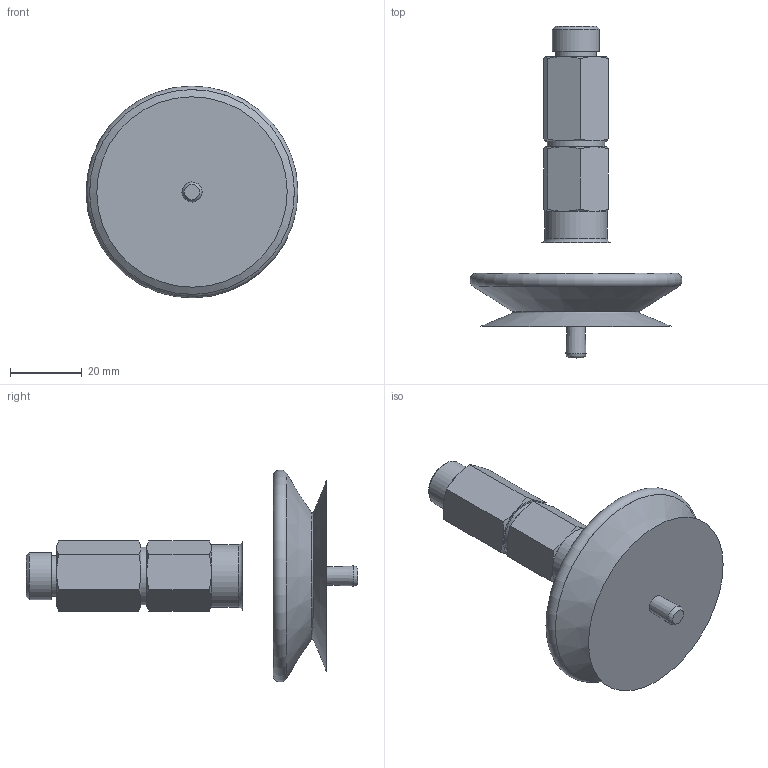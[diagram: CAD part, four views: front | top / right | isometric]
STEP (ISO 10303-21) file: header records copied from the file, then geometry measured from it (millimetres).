
FILE_DESCRIPTION(/* description */ (''),/* implementation_level */ '2;1');
FILE_NAME(/* name */ 'vf53nat_racval14.stp',/* time_stamp */ '2024-05-17T12:48:29+02:00',/* author */ ('enginyeria3'),/* organization */ (''),/* preprocessor_version */ 'ST-DEVELOPER v20',/* originating_system */ 'Autodesk Inventor 2024',/* authorisation */ '');
FILE_SCHEMA (('AUTOMOTIVE_DESIGN { 1 0 10303 214 3 1 1 }'));
Length unit declared in the file: millimetre
Products named in the file (1): Pieza27
Bounding box: 59 x 92.4 x 59 mm (x, y, z)
Volume: 51781.5 mm3; surface area: 13205.7 mm2
Topology: 1 solids, 2 shells, 64 faces, 133 edges, 80 vertices
Faces by surface type: cone 30, plane 23, cylinder 7, torus 3, bspline 1
Full cylindrical faces by diameter (mm): 5.6 x1, 6 x1, 11 x1, 11.445 x1, 13.157 x1, 16 x1, 17.5 x1
Entity records: 1736 total; most frequent: CARTESIAN_POINT 400, DIRECTION 273, ORIENTED_EDGE 266, EDGE_CURVE 133, AXIS2_PLACEMENT_3D 124, VERTEX_POINT 80, EDGE_LOOP 73, FACE_OUTER_BOUND 64
